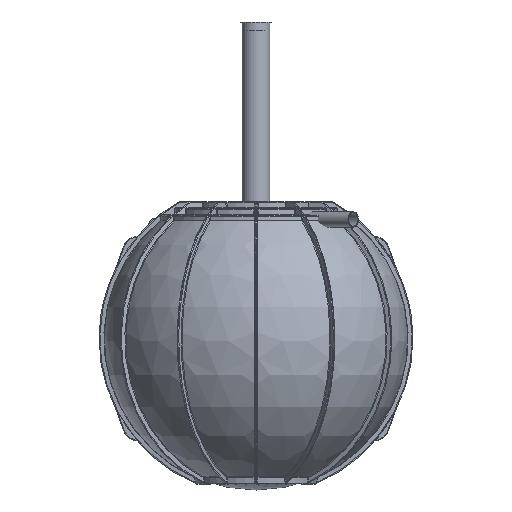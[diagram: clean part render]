
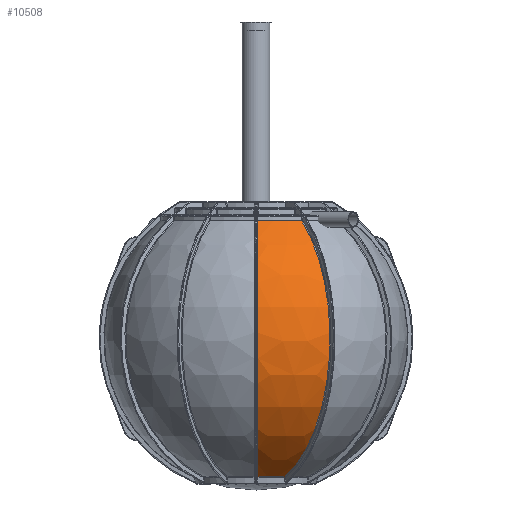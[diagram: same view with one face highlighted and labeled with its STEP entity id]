
A CAD part, left-side view. The second image highlights one B-rep face of the part: STEP entity #10508.
In plain terms, the highlighted spherical face has radius 1100 mm.
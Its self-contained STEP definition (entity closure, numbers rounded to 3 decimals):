
#329=SPHERICAL_SURFACE('',#11409,1100.);
#828=CIRCLE('',#11410,1099.904);
#829=CIRCLE('',#11411,692.224);
#830=CIRCLE('',#11412,1099.904);
#831=CIRCLE('',#11413,447.397);
#3053=ORIENTED_EDGE('',*,*,#6464,.T.);
#3054=ORIENTED_EDGE('',*,*,#6465,.T.);
#3055=ORIENTED_EDGE('',*,*,#6466,.T.);
#3056=ORIENTED_EDGE('',*,*,#6467,.T.);
#6464=EDGE_CURVE('',#8140,#8141,#828,.F.);
#6465=EDGE_CURVE('',#8141,#8142,#829,.T.);
#6466=EDGE_CURVE('',#8142,#8143,#830,.F.);
#6467=EDGE_CURVE('',#8143,#8140,#831,.T.);
#8140=VERTEX_POINT('',#18111);
#8141=VERTEX_POINT('',#18112);
#8142=VERTEX_POINT('',#18114);
#8143=VERTEX_POINT('',#18116);
#8908=EDGE_LOOP('',(#3053,#3054,#3055,#3056));
#9660=FACE_BOUND('',#8908,.T.);
#10508=ADVANCED_FACE('',(#9660),#329,.T.);
#11409=AXIS2_PLACEMENT_3D('',#18109,#12925,#12926);
#11410=AXIS2_PLACEMENT_3D('',#18110,#12927,#12928);
#11411=AXIS2_PLACEMENT_3D('',#18113,#12929,#12930);
#11412=AXIS2_PLACEMENT_3D('',#18115,#12931,#12932);
#11413=AXIS2_PLACEMENT_3D('',#18117,#12933,#12934);
#12925=DIRECTION('',(0.,0.,-1.));
#12926=DIRECTION('',(-1.,0.,0.));
#12927=DIRECTION('',(0.5,-0.866,0.));
#12928=DIRECTION('',(0.866,0.5,0.));
#12929=DIRECTION('',(0.,0.,-1.));
#12930=DIRECTION('',(-1.,0.,0.));
#12931=DIRECTION('',(0.,1.,0.));
#12932=DIRECTION('',(0.,0.,1.));
#12933=DIRECTION('',(0.,0.,1.));
#12934=DIRECTION('',(1.,0.,0.));
#18109=CARTESIAN_POINT('',(0.,0.,0.));
#18110=CARTESIAN_POINT('',(-7.247,12.553,0.));
#18111=CARTESIAN_POINT('',(-394.501,-211.028,-1004.906));
#18112=CARTESIAN_POINT('',(-606.6,-333.483,854.883));
#18113=CARTESIAN_POINT('',(0.,0.,854.883));
#18114=CARTESIAN_POINT('',(-692.072,-14.495,854.883));
#18115=CARTESIAN_POINT('',(0.,-14.495,0.));
#18116=CARTESIAN_POINT('',(-447.162,-14.495,-1004.906));
#18117=CARTESIAN_POINT('',(0.,0.,-1004.906));
